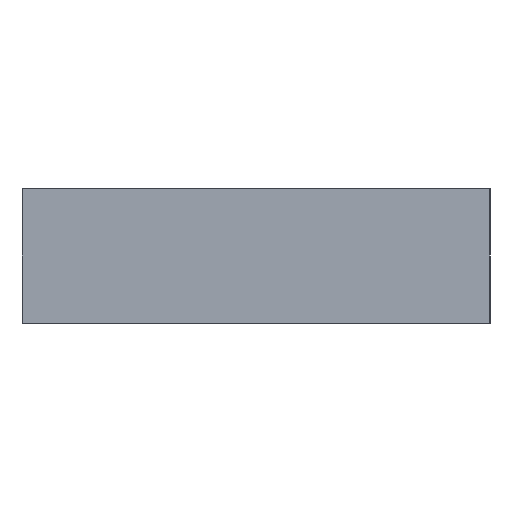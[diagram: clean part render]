
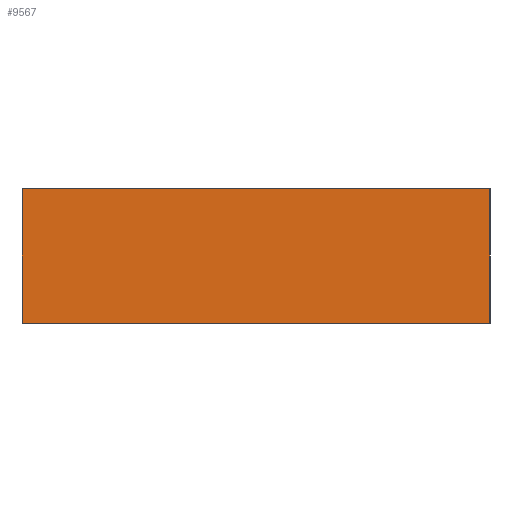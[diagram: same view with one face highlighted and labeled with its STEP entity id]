
A CAD part, left-side view. The second image highlights one B-rep face of the part: STEP entity #9567.
In plain terms, the highlighted planar face has unit normal (-1, 0, 0).
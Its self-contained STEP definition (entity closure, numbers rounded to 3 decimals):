
#811=PLANE('',#10394);
#1321=FACE_OUTER_BOUND('',#1845,.T.);
#1845=EDGE_LOOP('',(#8808,#8809,#8810,#8811));
#2840=LINE('',#15999,#3898);
#2860=LINE('',#16258,#3918);
#2882=LINE('',#16477,#3940);
#2889=LINE('',#16529,#3947);
#3898=VECTOR('',#12747,10.);
#3918=VECTOR('',#12785,10.);
#3940=VECTOR('',#12823,10.);
#3947=VECTOR('',#12850,10.);
#4796=VERTEX_POINT('',#15992);
#4799=VERTEX_POINT('',#15997);
#4825=VERTEX_POINT('',#16257);
#4845=VERTEX_POINT('',#16476);
#6078=EDGE_CURVE('',#4796,#4799,#2840,.T.);
#6112=EDGE_CURVE('',#4825,#4796,#2860,.T.);
#6142=EDGE_CURVE('',#4825,#4845,#2882,.T.);
#6157=EDGE_CURVE('',#4845,#4799,#2889,.T.);
#8808=ORIENTED_EDGE('',*,*,#6112,.T.);
#8809=ORIENTED_EDGE('',*,*,#6078,.T.);
#8810=ORIENTED_EDGE('',*,*,#6157,.F.);
#8811=ORIENTED_EDGE('',*,*,#6142,.F.);
#9567=ADVANCED_FACE('',(#1321),#811,.T.);
#10394=AXIS2_PLACEMENT_3D('',#16702,#12903,#12904);
#12747=DIRECTION('',(0.,0.,-1.));
#12785=DIRECTION('',(0.,1.,0.));
#12823=DIRECTION('',(0.,0.,-1.));
#12850=DIRECTION('',(0.,1.,0.));
#12903=DIRECTION('center_axis',(-1.,0.,0.));
#12904=DIRECTION('ref_axis',(0.,1.,0.));
#15992=CARTESIAN_POINT('',(58.75,-47.1,1.595));
#15997=CARTESIAN_POINT('',(58.75,-47.1,-4.605));
#15999=CARTESIAN_POINT('',(58.75,-47.1,1.595));
#16257=CARTESIAN_POINT('',(58.75,-68.75,1.595));
#16258=CARTESIAN_POINT('',(58.75,-68.75,1.595));
#16476=CARTESIAN_POINT('',(58.75,-68.75,-4.605));
#16477=CARTESIAN_POINT('',(58.75,-68.75,1.595));
#16529=CARTESIAN_POINT('',(58.75,-68.75,-4.605));
#16702=CARTESIAN_POINT('Origin',(58.75,-68.75,1.595));
